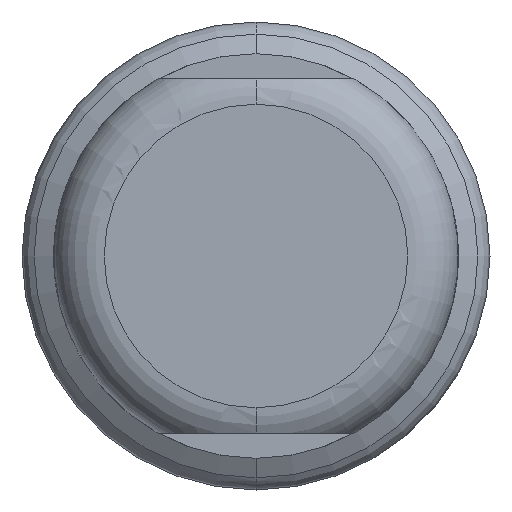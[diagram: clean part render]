
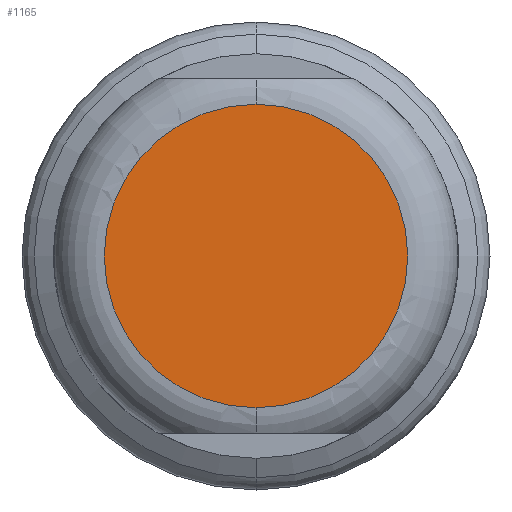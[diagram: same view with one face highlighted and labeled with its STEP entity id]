
A CAD part, front view. The second image highlights one B-rep face of the part: STEP entity #1165.
In plain terms, the highlighted planar face has unit normal (0, -1, 0).
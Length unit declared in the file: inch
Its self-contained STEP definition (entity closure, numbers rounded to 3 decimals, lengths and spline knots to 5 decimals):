
#13 = DIRECTION ( 'NONE',  ( 0., 0., -1. ) ) ;
#229 = EDGE_CURVE ( 'NONE', #1777, #801, #2670, .T. ) ;
#342 = ORIENTED_EDGE ( 'NONE', *, *, #229, .T. ) ;
#513 = DIRECTION ( 'NONE',  ( 0., 0., -1. ) ) ;
#801 = VERTEX_POINT ( 'NONE', #2503 ) ;
#916 = CARTESIAN_POINT ( 'NONE',  ( 0., 0., 0. ) ) ;
#1165 = ADVANCED_FACE ( 'NONE', ( #1933 ), #1688, .T. ) ;
#1237 = CARTESIAN_POINT ( 'NONE',  ( 0., 0., 0. ) ) ;
#1462 = CARTESIAN_POINT ( 'NONE',  ( 0., 0., 0. ) ) ;
#1469 = DIRECTION ( 'NONE',  ( 0., -1., 0. ) ) ;
#1688 = PLANE ( 'NONE',  #2992 ) ;
#1777 = VERTEX_POINT ( 'NONE', #2172 ) ;
#1933 = FACE_OUTER_BOUND ( 'NONE', #3007, .T. ) ;
#2028 = AXIS2_PLACEMENT_3D ( 'NONE', #1462, #2143, #2862 ) ;
#2111 = DIRECTION ( 'NONE',  ( 0., -1., 0. ) ) ;
#2143 = DIRECTION ( 'NONE',  ( 0., -1., 0. ) ) ;
#2172 = CARTESIAN_POINT ( 'NONE',  ( 0., 0., 0.75 ) ) ;
#2274 = AXIS2_PLACEMENT_3D ( 'NONE', #916, #2111, #13 ) ;
#2503 = CARTESIAN_POINT ( 'NONE',  ( 0., 0., -0.75 ) ) ;
#2547 = CIRCLE ( 'NONE', #2274, 0.75 ) ;
#2670 = CIRCLE ( 'NONE', #2028, 0.75 ) ;
#2716 = ORIENTED_EDGE ( 'NONE', *, *, #2875, .T. ) ;
#2862 = DIRECTION ( 'NONE',  ( 0., 0., -1. ) ) ;
#2875 = EDGE_CURVE ( 'NONE', #801, #1777, #2547, .T. ) ;
#2992 = AXIS2_PLACEMENT_3D ( 'NONE', #1237, #1469, #513 ) ;
#3007 = EDGE_LOOP ( 'NONE', ( #2716, #342 ) ) ;
